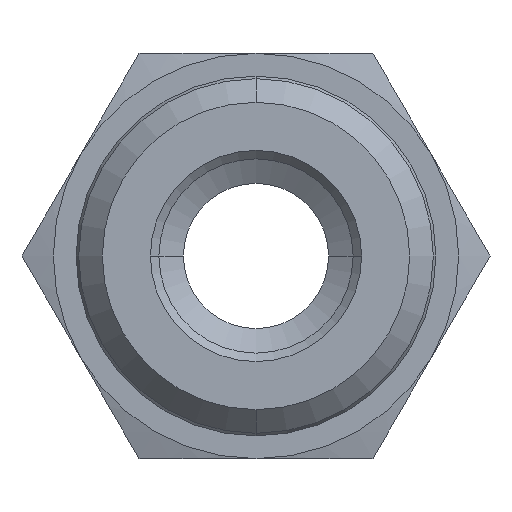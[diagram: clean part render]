
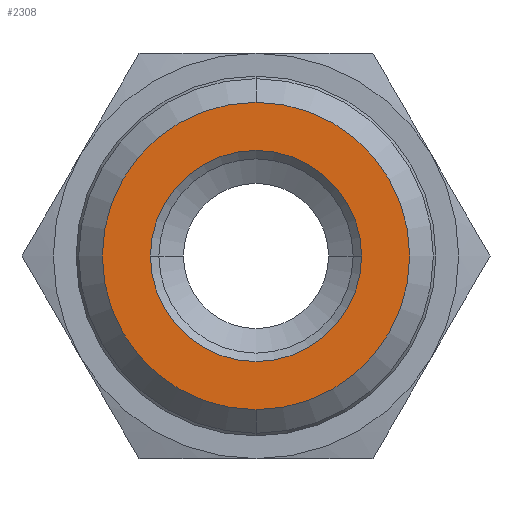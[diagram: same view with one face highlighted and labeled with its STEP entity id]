
A CAD part, front view. The second image highlights one B-rep face of the part: STEP entity #2308.
In plain terms, the highlighted planar face has unit normal (0, -1, 0).
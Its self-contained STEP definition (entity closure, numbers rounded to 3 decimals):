
#866=CARTESIAN_POINT('',(0.,-12.,0.));
#867=DIRECTION('',(0.,1.,0.));
#868=DIRECTION('',(0.,0.,1.));
#869=AXIS2_PLACEMENT_3D('',#866,#867,#868);
#871=CARTESIAN_POINT('',(0.,-12.,0.));
#872=DIRECTION('',(0.,1.,0.));
#873=DIRECTION('',(0.,0.,-1.));
#874=AXIS2_PLACEMENT_3D('',#871,#872,#873);
#876=CARTESIAN_POINT('',(0.,-12.,0.));
#877=DIRECTION('',(0.,-1.,0.));
#878=DIRECTION('',(1.,0.,0.));
#879=AXIS2_PLACEMENT_3D('',#876,#877,#878);
#881=CARTESIAN_POINT('',(0.,-12.,0.));
#882=DIRECTION('',(0.,-1.,0.));
#883=DIRECTION('',(-1.,0.,0.));
#884=AXIS2_PLACEMENT_3D('',#881,#882,#883);
#1082=CARTESIAN_POINT('',(0.,-12.,-9.1));
#1083=VERTEX_POINT('',#1082);
#1084=CARTESIAN_POINT('',(0.,-12.,9.1));
#1085=VERTEX_POINT('',#1084);
#1094=CARTESIAN_POINT('',(6.25,-12.,0.));
#1095=VERTEX_POINT('',#1094);
#1096=CARTESIAN_POINT('',(-6.25,-12.,0.));
#1097=VERTEX_POINT('',#1096);
#2293=CARTESIAN_POINT('',(0.,-12.,0.));
#2294=DIRECTION('',(0.,1.,0.));
#2295=DIRECTION('',(0.,0.,1.));
#2296=AXIS2_PLACEMENT_3D('',#2293,#2294,#2295);
#2297=PLANE('',#2296);
#2299=ORIENTED_EDGE('',*,*,#2298,.T.);
#2301=ORIENTED_EDGE('',*,*,#2300,.T.);
#2302=EDGE_LOOP('',(#2299,#2301));
#2303=FACE_OUTER_BOUND('',#2302,.F.);
#2304=ORIENTED_EDGE('',*,*,#2275,.T.);
#2305=ORIENTED_EDGE('',*,*,#2286,.T.);
#2306=EDGE_LOOP('',(#2304,#2305));
#2307=FACE_BOUND('',#2306,.F.);
#2308=ADVANCED_FACE('',(#2303,#2307),#2297,.F.);
#870=CIRCLE('',#869,9.1);
#875=CIRCLE('',#874,9.1);
#880=CIRCLE('',#879,6.25);
#885=CIRCLE('',#884,6.25);
#2275=EDGE_CURVE('',#1095,#1097,#880,.T.);
#2286=EDGE_CURVE('',#1097,#1095,#885,.T.);
#2298=EDGE_CURVE('',#1085,#1083,#870,.T.);
#2300=EDGE_CURVE('',#1083,#1085,#875,.T.);
